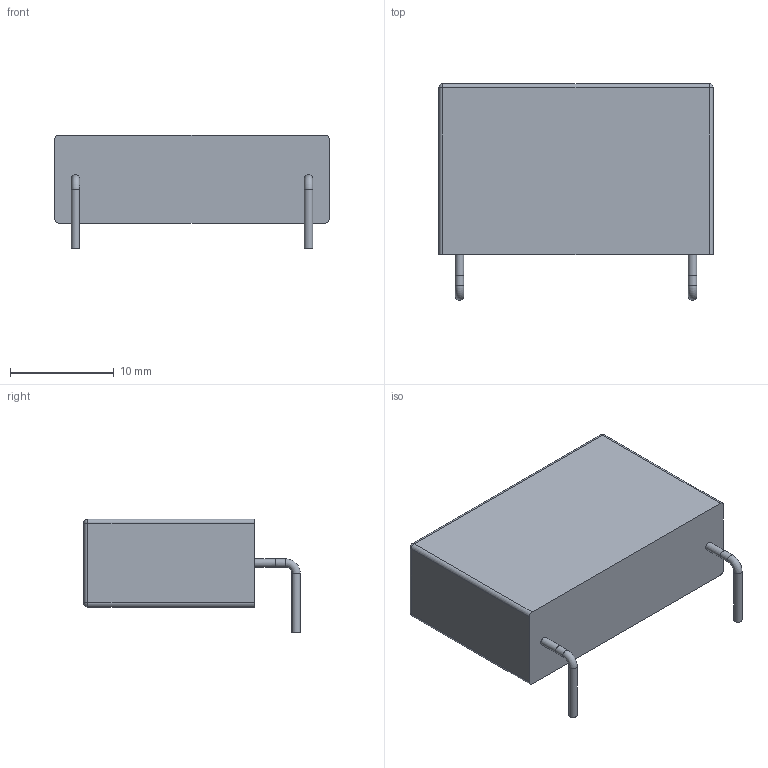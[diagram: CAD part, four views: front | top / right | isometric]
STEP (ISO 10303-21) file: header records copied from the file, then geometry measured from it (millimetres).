
FILE_DESCRIPTION( ( '' ), ' ' );
FILE_NAME( '5a14556a9a3e731079fd139c.step', '2017-11-21T16:33:47', ( '' ), ( '' ), ' ', ' ', ' ' );
FILE_SCHEMA( ( 'AUTOMOTIVE_DESIGN { 1 0 10303 214 1 1 1 1 }' ) );
Length unit declared in the file: metre
Products named in the file (3): Part 3; Part 2; Part 1
Bounding box: 26.5 x 20.9 x 11 mm (x, y, z)
Volume: 3722.4 mm3; surface area: 1635.8 mm2
Topology: 3 solids, 3 shells, 30 faces, 62 edges, 34 vertices
Faces by surface type: cylinder 14, plane 10, sphere 4, torus 2
Full cylindrical faces by diameter (mm): 0.8 x6
Entity records: 978 total; most frequent: DIRECTION 136, CARTESIAN_POINT 129, ORIENTED_EDGE 94, AXIS2_PLACEMENT_3D 58, EDGE_CURVE 47, FACE_OUTER_BOUND 38, EDGE_LOOP 38, VERTEX_POINT 31
